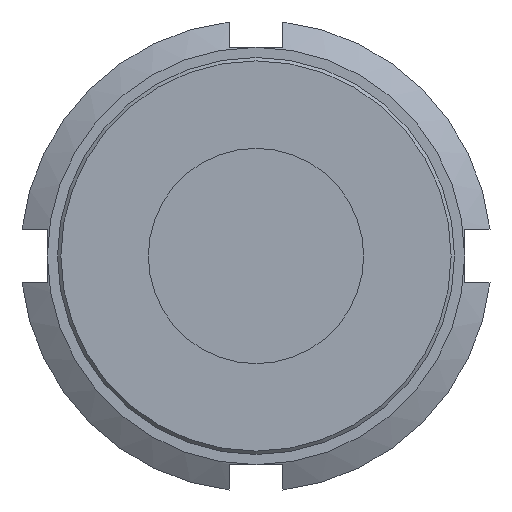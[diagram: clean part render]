
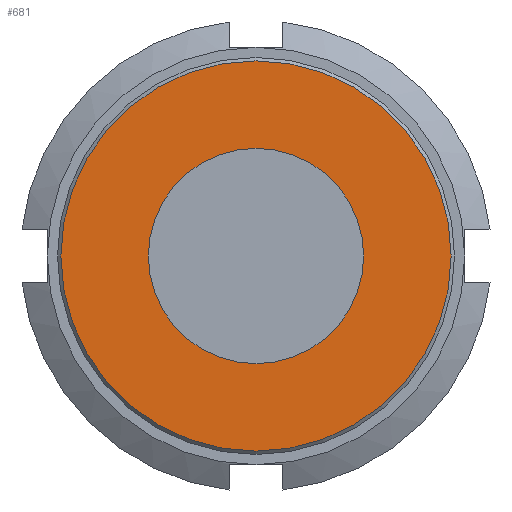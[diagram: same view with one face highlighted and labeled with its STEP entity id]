
A CAD part, left-side view. The second image highlights one B-rep face of the part: STEP entity #681.
In plain terms, the highlighted planar face has unit normal (-1, 0, 0).
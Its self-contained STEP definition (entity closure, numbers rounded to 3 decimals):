
#650=CARTESIAN_POINT('',(-41.,16.,0.));
#651=VERTEX_POINT('',#650);
#652=CARTESIAN_POINT('',(-41.,0.,0.));
#653=DIRECTION('',(-1.0,0.0,0.0));
#654=DIRECTION('',(0.0,1.0,0.0));
#655=AXIS2_PLACEMENT_3D('',#652,#653,#654);
#656=CIRCLE('',#655,16.);
#657=EDGE_CURVE('',#651,#651,#656,.T.);
#662=CARTESIAN_POINT('',(-41.,22.5,0.));
#663=DIRECTION('',(-1.0,0.0,0.0));
#664=DIRECTION('',(0.0,0.0,1.0));
#665=AXIS2_PLACEMENT_3D('',#662,#663,#664);
#666=PLANE('',#665);
#667=CARTESIAN_POINT('',(-41.,29.,0.));
#668=VERTEX_POINT('',#667);
#669=CARTESIAN_POINT('',(-41.,0.,0.));
#670=DIRECTION('',(-1.0,0.0,0.0));
#671=DIRECTION('',(0.0,1.0,0.0));
#672=AXIS2_PLACEMENT_3D('',#669,#670,#671);
#673=CIRCLE('',#672,29.);
#674=EDGE_CURVE('',#668,#668,#673,.T.);
#675=ORIENTED_EDGE('',*,*,#674,.T.);
#676=EDGE_LOOP('',(#675));
#677=FACE_OUTER_BOUND('',#676,.T.);
#678=ORIENTED_EDGE('',*,*,#657,.F.);
#679=EDGE_LOOP('',(#678));
#680=FACE_BOUND('',#679,.T.);
#681=ADVANCED_FACE('',(#677,#680),#666,.T.);
